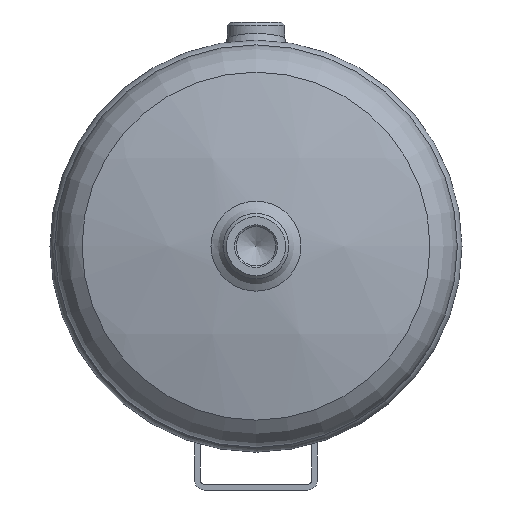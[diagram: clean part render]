
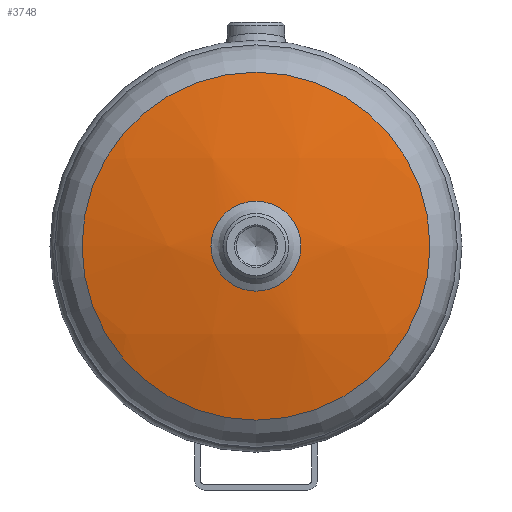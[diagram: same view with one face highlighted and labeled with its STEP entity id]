
A CAD part, left-side view. The second image highlights one B-rep face of the part: STEP entity #3748.
In plain terms, the highlighted spherical face has radius 402.316 mm.
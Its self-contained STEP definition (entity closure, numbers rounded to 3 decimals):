
#3721=CARTESIAN_POINT('',(118.609,0.,0.0));
#3722=DIRECTION('',(0.0,0.0,1.0));
#3723=DIRECTION('',(1.0,0.0,0.0));
#3724=AXIS2_PLACEMENT_3D('',#3721,#3722,#3723);
#3725=SPHERICAL_SURFACE('',#3724,402.316);
#3726=CARTESIAN_POINT('',(-269.405,106.318,0.0));
#3727=VERTEX_POINT('',#3726);
#3728=CARTESIAN_POINT('',(-269.405,0.,0.0));
#3729=DIRECTION('',(1.0,0.0,0.0));
#3730=DIRECTION('',(0.0,1.0,0.0));
#3731=AXIS2_PLACEMENT_3D('',#3728,#3729,#3730);
#3732=CIRCLE('',#3731,106.318);
#3733=EDGE_CURVE('',#3727,#3727,#3732,.T.);
#3734=ORIENTED_EDGE('',*,*,#3733,.F.);
#3735=EDGE_LOOP('',(#3734));
#3736=FACE_OUTER_BOUND('',#3735,.T.);
#3737=CARTESIAN_POINT('',(-282.766,27.5,0.0));
#3738=VERTEX_POINT('',#3737);
#3739=CARTESIAN_POINT('',(-282.766,0.,0.0));
#3740=DIRECTION('',(1.0,0.0,0.0));
#3741=DIRECTION('',(0.0,1.0,0.0));
#3742=AXIS2_PLACEMENT_3D('',#3739,#3740,#3741);
#3743=CIRCLE('',#3742,27.5);
#3744=EDGE_CURVE('',#3738,#3738,#3743,.T.);
#3745=ORIENTED_EDGE('',*,*,#3744,.T.);
#3746=EDGE_LOOP('',(#3745));
#3747=FACE_BOUND('',#3746,.T.);
#3748=ADVANCED_FACE('',(#3736,#3747),#3725,.T.);
